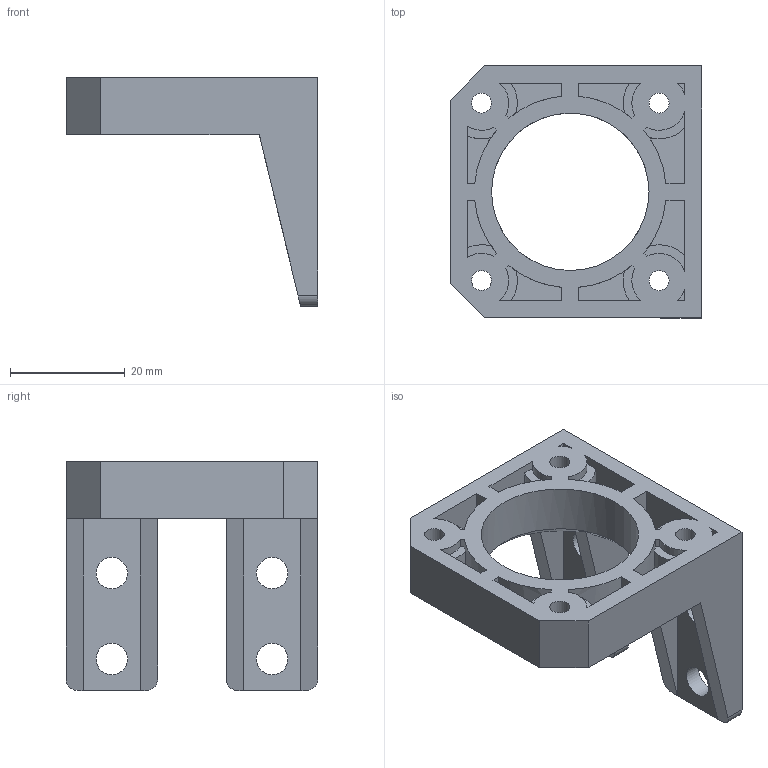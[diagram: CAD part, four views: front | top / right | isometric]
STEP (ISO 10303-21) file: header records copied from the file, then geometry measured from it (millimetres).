
FILE_DESCRIPTION((''),'2;1');
FILE_NAME('MOTOR MOUNT.stp','2014-06-10T14:48:00',('jge'),(''),'Autodesk Inventor 2012','Autodesk Inventor 2012','');
FILE_SCHEMA(('AUTOMOTIVE_DESIGN { 1 0 10303 214 1 1 1 1 }'));
Length unit declared in the file: millimetre
Products named in the file (1): MOTOR MOUNT
Bounding box: 44 x 44 x 40 mm (x, y, z)
Volume: 14310.9 mm3; surface area: 10234.3 mm2
Topology: 1 solids, 1 shells, 117 faces, 301 edges, 199 vertices
Faces by surface type: plane 73, cylinder 43, cone 1
Full cylindrical faces by diameter (mm): 3.5 x4, 5.5 x4, 6.5 x4, 27.5 x1
Entity records: 3550 total; most frequent: DIRECTION 614, CARTESIAN_POINT 610, ORIENTED_EDGE 572, EDGE_CURVE 286, AXIS2_PLACEMENT_3D 214, VERTEX_POINT 198, VECTOR 186, LINE 186
